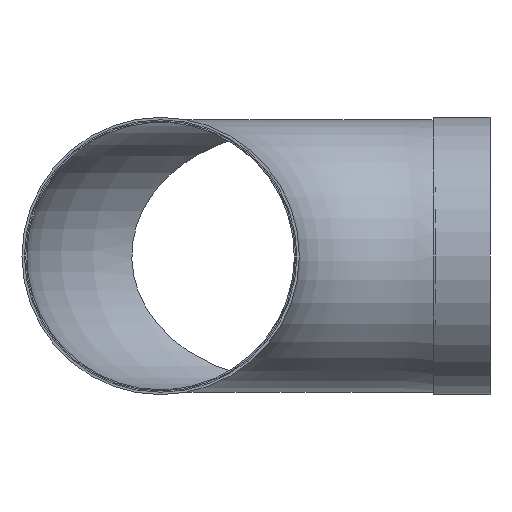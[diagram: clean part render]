
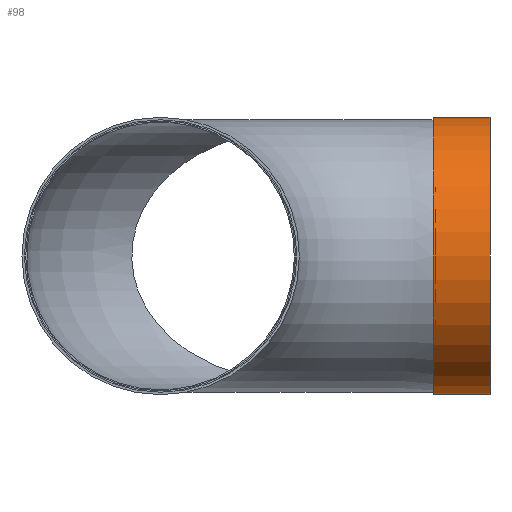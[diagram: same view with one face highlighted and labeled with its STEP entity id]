
A CAD part, left-side view. The second image highlights one B-rep face of the part: STEP entity #98.
In plain terms, the highlighted cylindrical face has radius 101.8 mm (diameter 203.6 mm), a full revolution.
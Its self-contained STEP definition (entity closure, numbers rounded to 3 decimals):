
#98 = ADVANCED_FACE( '', ( #203, #204 ), #205, .T. );
#203 = FACE_OUTER_BOUND( '', #309, .T. );
#204 = FACE_OUTER_BOUND( '', #310, .T. );
#205 = CYLINDRICAL_SURFACE( '', #311, 101.8 );
#309 = EDGE_LOOP( '', ( #439 ) );
#310 = EDGE_LOOP( '', ( #440 ) );
#311 = AXIS2_PLACEMENT_3D( '', #441, #442, #443 );
#439 = ORIENTED_EDGE( '', *, *, #528, .T. );
#440 = ORIENTED_EDGE( '', *, *, #533, .F. );
#441 = CARTESIAN_POINT( '', ( 0., 0., 0. ) );
#442 = DIRECTION( '', ( 0., 1., 0. ) );
#443 = DIRECTION( '', ( 0., 0., -1. ) );
#528 = EDGE_CURVE( '', #597, #597, #598, .T. );
#533 = EDGE_CURVE( '', #603, #603, #604, .T. );
#597 = VERTEX_POINT( '', #1262 );
#598 = CIRCLE( '', #1263, 101.8 );
#603 = VERTEX_POINT( '', #1268 );
#604 = CIRCLE( '', #1269, 101.8 );
#1262 = CARTESIAN_POINT( '', ( 0., 41.8, -101.8 ) );
#1263 = AXIS2_PLACEMENT_3D( '', #1702, #1703, #1704 );
#1268 = CARTESIAN_POINT( '', ( 0., 0., -101.8 ) );
#1269 = AXIS2_PLACEMENT_3D( '', #1708, #1709, #1710 );
#1702 = CARTESIAN_POINT( '', ( 0., 41.8, 0. ) );
#1703 = DIRECTION( '', ( 0., -1., 0. ) );
#1704 = DIRECTION( '', ( 0., 0., -1. ) );
#1708 = CARTESIAN_POINT( '', ( 0., 0., 0. ) );
#1709 = DIRECTION( '', ( 0., -1., 0. ) );
#1710 = DIRECTION( '', ( 0., 0., -1. ) );
